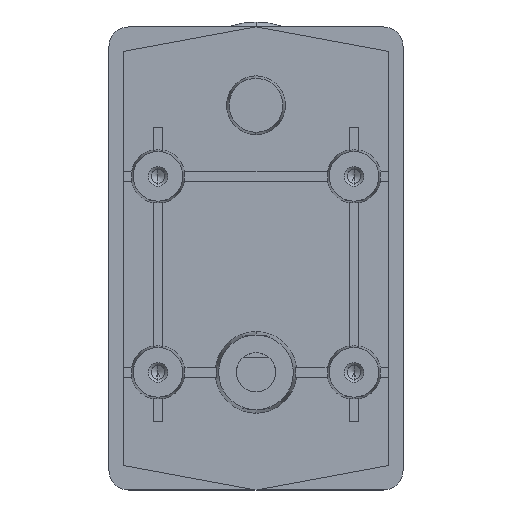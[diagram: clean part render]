
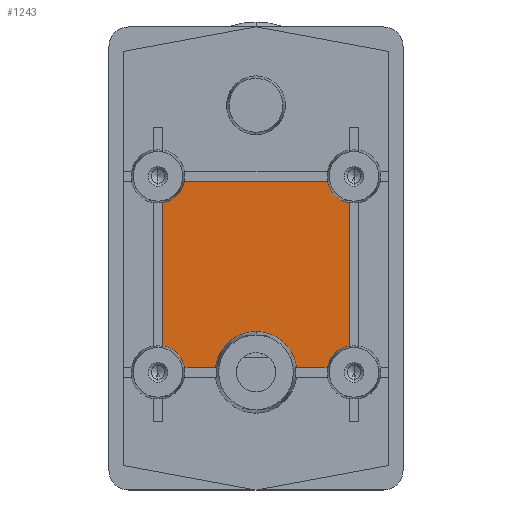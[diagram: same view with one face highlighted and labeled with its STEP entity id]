
A CAD part, left-side view. The second image highlights one B-rep face of the part: STEP entity #1243.
In plain terms, the highlighted planar face has unit normal (-1, 0, 0).
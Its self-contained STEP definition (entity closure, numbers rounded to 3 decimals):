
#823=CARTESIAN_POINT('POINT10772',(8.5,8.265,
   1.));
#824=VERTEX_POINT('VERTEX10772',#823);
#831=CARTESIAN_POINT('POINT10773',(8.5,14.592,
   1.));
#832=VERTEX_POINT('VERTEX10773',#831);
#833=CARTESIAN_POINT('POS15662',(8.5,0.,1.));
#834=DIRECTION('DIR24538',(0.,-1.,0.));
#835=VECTOR('VEC6786',#834,1.);
#836=LINE('STRAIGHT6786',#833,#835);
#837=EDGE_CURVE('EDGE17304',#832,#824,#836,.T.);
#854=CARTESIAN_POINT('POINT10774',(8.5,-8.265,
   1.));
#855=VERTEX_POINT('VERTEX10774',#854);
#868=CARTESIAN_POINT('POINT10777',(8.5,-14.592,
   1.));
#869=VERTEX_POINT('VERTEX10777',#868);
#876=EDGE_CURVE('EDGE17309',#855,#869,#836,.T.);
#1052=CARTESIAN_POINT('POINT10797',(8.5,-19.,
   34.592));
#1053=VERTEX_POINT('VERTEX10797',#1052);
#1060=CARTESIAN_POINT('POINT10798',(8.5,-19.,
   5.408));
#1061=VERTEX_POINT('VERTEX10798',#1060);
#1062=CARTESIAN_POINT('POS15677',(8.5,-19.,21.625));
#1063=DIRECTION('DIR24564',(0.,0.,1.));
#1064=VECTOR('VEC6790',#1063,1.);
#1065=LINE('STRAIGHT6790',#1062,#1064);
#1066=EDGE_CURVE('EDGE17331',#1061,#1053,#1065,.T.);
#1152=CARTESIAN_POINT('POINT10808',(8.5,
   14.592,39.));
#1153=VERTEX_POINT('VERTEX10808',#1152);
#1160=CARTESIAN_POINT('POINT10809',(8.5,
   -14.592,39.));
#1161=VERTEX_POINT('VERTEX10809',#1160);
#1162=CARTESIAN_POINT('POS15685',(8.5,0.,39.));
#1163=DIRECTION('DIR24576',(0.,1.,0.));
#1164=VECTOR('VEC6794',#1163,1.);
#1165=LINE('STRAIGHT6794',#1162,#1164);
#1166=EDGE_CURVE('EDGE17343',#1161,#1153,#1165,.T.);
#1183=CARTESIAN_POINT('POINT10810',(8.5,0.,
   8.325));
#1184=VERTEX_POINT('VERTEX10810',#1183);
#1185=CARTESIAN_POINT('POS15687',(8.5,0.,
   0.));
#1186=DIRECTION('DIR24579',(1.,0.,0.));
#1187=DIRECTION('DIR24580',(0.,0.,1.));
#1188=AXIS2_PLACEMENT_3D('AXIS8893',#1185,#1186,#1187);
#1189=CIRCLE('ELLIPSE4328',#1188,8.325);
#1190=EDGE_CURVE('EDGE17345',#824,#1184,#1189,.T.);
#1191=ORIENTED_EDGE('COEDGE34654',*,*,#1190,.T.);
#1192=EDGE_CURVE('EDGE17346',#1184,#855,#1189,.T.);
#1193=ORIENTED_EDGE('COEDGE34655',*,*,#1192,.T.);
#1194=ORIENTED_EDGE('COEDGE34656',*,*,#876,.T.);
#1195=CARTESIAN_POINT('POS15688',(8.5,-20.,
   0.));
#1196=DIRECTION('DIR24581',(1.,0.,0.));
#1197=DIRECTION('DIR24582',(0.,0.,1.));
#1198=AXIS2_PLACEMENT_3D('AXIS8894',#1195,#1196,#1197);
#1199=CIRCLE('ELLIPSE4329',#1198,5.5);
#1200=EDGE_CURVE('EDGE17347',#869,#1061,#1199,.T.);
#1201=ORIENTED_EDGE('COEDGE34657',*,*,#1200,.T.);
#1202=ORIENTED_EDGE('COEDGE34658',*,*,#1066,.T.);
#1203=CARTESIAN_POINT('POS15689',(8.5,-20.,40.));
#1204=DIRECTION('DIR24583',(1.,0.,0.));
#1205=DIRECTION('DIR24584',(0.,0.,1.));
#1206=AXIS2_PLACEMENT_3D('AXIS8895',#1203,#1204,#1205);
#1207=CIRCLE('ELLIPSE4330',#1206,5.5);
#1208=EDGE_CURVE('EDGE17348',#1053,#1161,#1207,.T.);
#1209=ORIENTED_EDGE('COEDGE34659',*,*,#1208,.T.);
#1210=ORIENTED_EDGE('COEDGE34660',*,*,#1166,.T.);
#1211=CARTESIAN_POINT('POINT10811',(8.5,19.,
   34.592));
#1212=VERTEX_POINT('VERTEX10811',#1211);
#1213=CARTESIAN_POINT('POS15690',(8.5,20.,40.));
#1214=DIRECTION('DIR24585',(1.,0.,0.));
#1215=DIRECTION('DIR24586',(0.,0.,1.));
#1216=AXIS2_PLACEMENT_3D('AXIS8896',#1213,#1214,#1215);
#1217=CIRCLE('ELLIPSE4331',#1216,5.5);
#1218=EDGE_CURVE('EDGE17349',#1153,#1212,#1217,.T.);
#1219=ORIENTED_EDGE('COEDGE34661',*,*,#1218,.T.);
#1220=CARTESIAN_POINT('POINT10812',(8.5,19.,
   5.408));
#1221=VERTEX_POINT('VERTEX10812',#1220);
#1222=CARTESIAN_POINT('POS15691',(8.5,19.,21.625));
#1223=DIRECTION('DIR24587',(0.,0.,-1.));
#1224=VECTOR('VEC6795',#1223,1.);
#1225=LINE('STRAIGHT6795',#1222,#1224);
#1226=EDGE_CURVE('EDGE17350',#1212,#1221,#1225,.T.);
#1227=ORIENTED_EDGE('COEDGE34662',*,*,#1226,.T.);
#1228=CARTESIAN_POINT('POS15692',(8.5,20.,
   0.));
#1229=DIRECTION('DIR24588',(1.,0.,0.));
#1230=DIRECTION('DIR24589',(0.,0.,1.));
#1231=AXIS2_PLACEMENT_3D('AXIS8897',#1228,#1229,#1230);
#1232=CIRCLE('ELLIPSE4332',#1231,5.5);
#1233=EDGE_CURVE('EDGE17351',#1221,#832,#1232,.T.);
#1234=ORIENTED_EDGE('COEDGE34663',*,*,#1233,.T.);
#1235=ORIENTED_EDGE('COEDGE34664',*,*,#837,.T.);
#1236=EDGE_LOOP('NONE',(#1191,#1193,#1194,#1201,#1202,#1209,#1210,#1219,
   #1227,#1234,#1235));
#1237=FACE_BOUND('LOOP1',#1236,.T.);
#1238=CARTESIAN_POINT('POS15693',(8.5,0.,23.25));
#1239=DIRECTION('DIR24590',(1.,0.,0.));
#1240=DIRECTION('DIR24591',(0.,1.,0.));
#1241=AXIS2_PLACEMENT_3D('AXIS8898',#1238,#1239,#1240);
#1242=PLANE('PLANE2461',#1241);
#1243=ADVANCED_FACE('FACE7825',(#1237),#1242,.F.);
